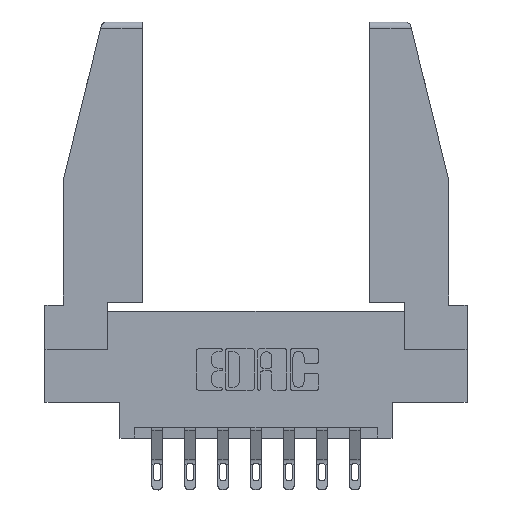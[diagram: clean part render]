
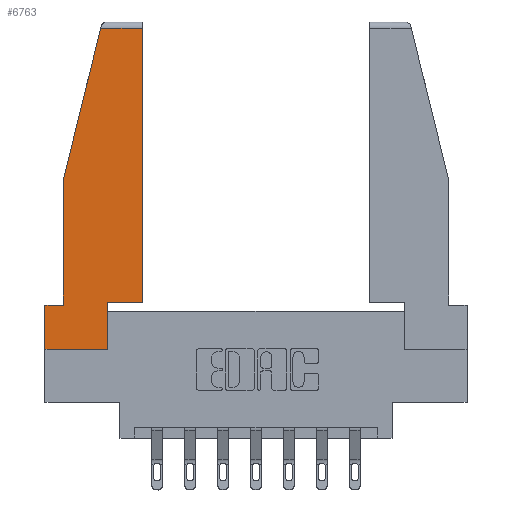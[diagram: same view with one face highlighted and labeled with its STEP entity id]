
A CAD part, top view. The second image highlights one B-rep face of the part: STEP entity #6763.
In plain terms, the highlighted planar face has unit normal (0, 0, 1).
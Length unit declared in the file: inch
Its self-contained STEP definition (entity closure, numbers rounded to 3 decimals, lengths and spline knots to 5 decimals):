
#34 = CARTESIAN_POINT ( 'NONE',  ( 0.086, 0.8, 0. ) ) ;
#118 = EDGE_CURVE ( 'NONE', #10645, #3964, #7237, .T. ) ;
#149 = ORIENTED_EDGE ( 'NONE', *, *, #3617, .T. ) ;
#381 = DIRECTION ( 'NONE',  ( 0., 0., 1. ) ) ;
#823 = ORIENTED_EDGE ( 'NONE', *, *, #8197, .T. ) ;
#1174 = DIRECTION ( 'NONE',  ( 0., -1., 0. ) ) ;
#1259 = VECTOR ( 'NONE', #1174, 39.37008 ) ;
#2174 = VERTEX_POINT ( 'NONE', #5053 ) ;
#2958 = VERTEX_POINT ( 'NONE', #11463 ) ;
#2978 = VERTEX_POINT ( 'NONE', #10609 ) ;
#3312 = VERTEX_POINT ( 'NONE', #10339 ) ;
#3571 = CARTESIAN_POINT ( 'NONE',  ( 0., 0., 0. ) ) ;
#3617 = EDGE_CURVE ( 'NONE', #7714, #2174, #11565, .T. ) ;
#3645 = VECTOR ( 'NONE', #9724, 39.37008 ) ;
#3841 = VERTEX_POINT ( 'NONE', #4613 ) ;
#3964 = VERTEX_POINT ( 'NONE', #11518 ) ;
#4319 = EDGE_CURVE ( 'NONE', #2958, #3312, #11219, .T. ) ;
#4325 = VECTOR ( 'NONE', #12281, 39.37008 ) ;
#4456 = EDGE_CURVE ( 'NONE', #2174, #3841, #9846, .T. ) ;
#4505 = CARTESIAN_POINT ( 'NONE',  ( 0., 0., 0. ) ) ;
#4613 = CARTESIAN_POINT ( 'NONE',  ( 0.297, 0.223, 0. ) ) ;
#4692 = LINE ( 'NONE', #12369, #5009 ) ;
#5009 = VECTOR ( 'NONE', #6376, 39.37008 ) ;
#5010 = ORIENTED_EDGE ( 'NONE', *, *, #118, .T. ) ;
#5053 = CARTESIAN_POINT ( 'NONE',  ( 0.297, 0., 0. ) ) ;
#5057 = ORIENTED_EDGE ( 'NONE', *, *, #4319, .T. ) ;
#5082 = CARTESIAN_POINT ( 'NONE',  ( 0.297, 0.223, 0. ) ) ;
#5408 = AXIS2_PLACEMENT_3D ( 'NONE', #10282, #381, #8330 ) ;
#5514 = DIRECTION ( 'NONE',  ( 0., 1., 0. ) ) ;
#5529 = VERTEX_POINT ( 'NONE', #34 ) ;
#6052 = CARTESIAN_POINT ( 'NONE',  ( 0.297, 0., 0. ) ) ;
#6194 = CARTESIAN_POINT ( 'NONE',  ( 0., 0.21, 0. ) ) ;
#6376 = DIRECTION ( 'NONE',  ( -0.239, -0.971, 0. ) ) ;
#6389 = VECTOR ( 'NONE', #10010, 39.37008 ) ;
#6763 = ADVANCED_FACE ( 'NONE', ( #9011 ), #9288, .T. ) ;
#6831 = EDGE_CURVE ( 'NONE', #3964, #2978, #7288, .T. ) ;
#7148 = ORIENTED_EDGE ( 'NONE', *, *, #6831, .T. ) ;
#7237 = LINE ( 'NONE', #12539, #12855 ) ;
#7288 = LINE ( 'NONE', #10699, #3645 ) ;
#7448 = LINE ( 'NONE', #8767, #10718 ) ;
#7714 = VERTEX_POINT ( 'NONE', #3571 ) ;
#7897 = DIRECTION ( 'NONE',  ( 0., -1., 0. ) ) ;
#8150 = DIRECTION ( 'NONE',  ( -1., 0., 0. ) ) ;
#8197 = EDGE_CURVE ( 'NONE', #2978, #5529, #4692, .T. ) ;
#8330 = DIRECTION ( 'NONE',  ( 1., 0., 0. ) ) ;
#8761 = VECTOR ( 'NONE', #8777, 39.37008 ) ;
#8767 = CARTESIAN_POINT ( 'NONE',  ( 0.086, 0.8, 0. ) ) ;
#8777 = DIRECTION ( 'NONE',  ( 1., 0., 0. ) ) ;
#8818 = CARTESIAN_POINT ( 'NONE',  ( 0.461, 0.223, 0. ) ) ;
#9011 = FACE_OUTER_BOUND ( 'NONE', #11690, .T. ) ;
#9288 = PLANE ( 'NONE',  #5408 ) ;
#9696 = ORIENTED_EDGE ( 'NONE', *, *, #11541, .T. ) ;
#9724 = DIRECTION ( 'NONE',  ( -1., 0., 0. ) ) ;
#9846 = LINE ( 'NONE', #6052, #6389 ) ;
#10002 = LINE ( 'NONE', #5082, #4325 ) ;
#10010 = DIRECTION ( 'NONE',  ( 0., 1., 0. ) ) ;
#10282 = CARTESIAN_POINT ( 'NONE',  ( 0., 0., 0. ) ) ;
#10339 = CARTESIAN_POINT ( 'NONE',  ( 0., 0.21, 0. ) ) ;
#10561 = ORIENTED_EDGE ( 'NONE', *, *, #4456, .T. ) ;
#10609 = CARTESIAN_POINT ( 'NONE',  ( 0.2636, 1.52, 0. ) ) ;
#10645 = VERTEX_POINT ( 'NONE', #8818 ) ;
#10699 = CARTESIAN_POINT ( 'NONE',  ( 0., 1.52, 0. ) ) ;
#10718 = VECTOR ( 'NONE', #7897, 39.37008 ) ;
#10888 = EDGE_CURVE ( 'NONE', #3841, #10645, #10002, .T. ) ;
#11003 = ORIENTED_EDGE ( 'NONE', *, *, #10888, .T. ) ;
#11219 = LINE ( 'NONE', #11234, #11708 ) ;
#11234 = CARTESIAN_POINT ( 'NONE',  ( 0., 0.21, 0. ) ) ;
#11463 = CARTESIAN_POINT ( 'NONE',  ( 0.086, 0.21, 0. ) ) ;
#11518 = CARTESIAN_POINT ( 'NONE',  ( 0.461, 1.52, 0. ) ) ;
#11541 = EDGE_CURVE ( 'NONE', #3312, #7714, #12788, .T. ) ;
#11565 = LINE ( 'NONE', #4505, #8761 ) ;
#11690 = EDGE_LOOP ( 'NONE', ( #5010, #7148, #823, #11832, #5057, #9696, #149, #10561, #11003 ) ) ;
#11708 = VECTOR ( 'NONE', #8150, 39.37008 ) ;
#11832 = ORIENTED_EDGE ( 'NONE', *, *, #12653, .T. ) ;
#12281 = DIRECTION ( 'NONE',  ( 1., 0., 0. ) ) ;
#12369 = CARTESIAN_POINT ( 'NONE',  ( 0.271, 1.55, 0. ) ) ;
#12539 = CARTESIAN_POINT ( 'NONE',  ( 0.461, 0.223, 0. ) ) ;
#12653 = EDGE_CURVE ( 'NONE', #5529, #2958, #7448, .T. ) ;
#12788 = LINE ( 'NONE', #6194, #1259 ) ;
#12855 = VECTOR ( 'NONE', #5514, 39.37008 ) ;
